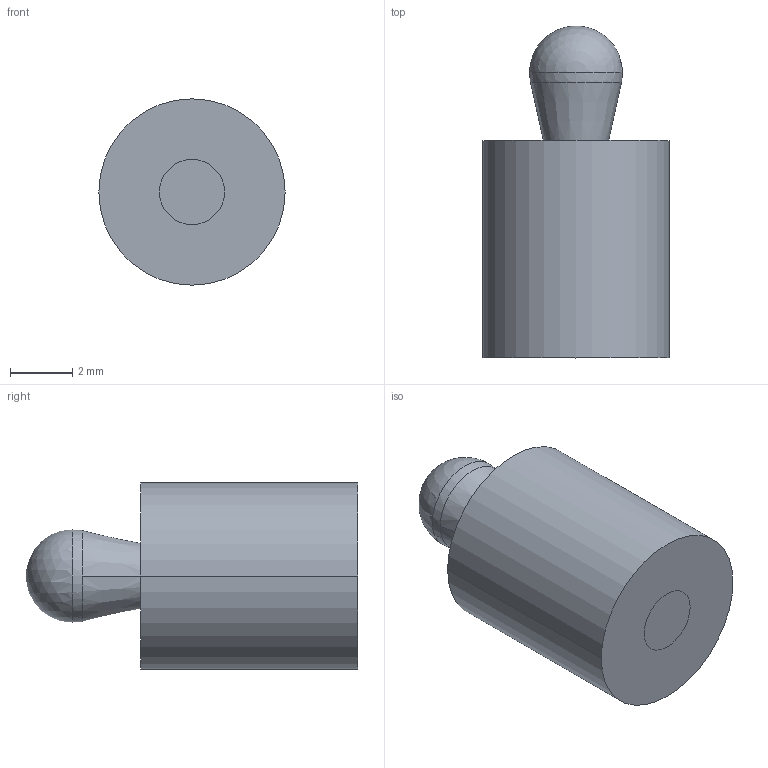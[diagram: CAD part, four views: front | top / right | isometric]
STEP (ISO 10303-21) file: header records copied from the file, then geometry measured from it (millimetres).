
FILE_DESCRIPTION(('STEP AP214'),'1');
FILE_NAME('HALDERN_EH_22150_0231.stp','2017-07-04T08:59:01',('TraceParts'),('TraceParts S.A.'),'Spatial InterOp 3D',' ',' ');
FILE_SCHEMA(('automotive_design'));
Length unit declared in the file: millimetre
Products named in the file (2): HALDERN_EH_22150_0231_1; HALDERN_EH_22150_0231_2
Bounding box: 6 x 10.69 x 6 mm (x, y, z)
Volume: 216.6 mm3; surface area: 309.8 mm2
Topology: 2 solids, 2 shells, 13 faces, 28 edges, 16 vertices
Faces by surface type: cylinder 6, plane 3, sphere 2, cone 2
Entity records: 473 total; most frequent: DIRECTION 70, CARTESIAN_POINT 55, ORIENTED_EDGE 48, AXIS2_PLACEMENT_3D 31, EDGE_CURVE 24, EDGE_LOOP 16, VERTEX_POINT 16, CIRCLE 16
